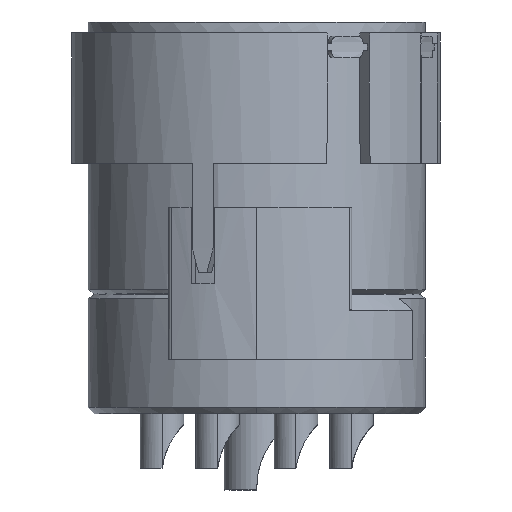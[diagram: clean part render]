
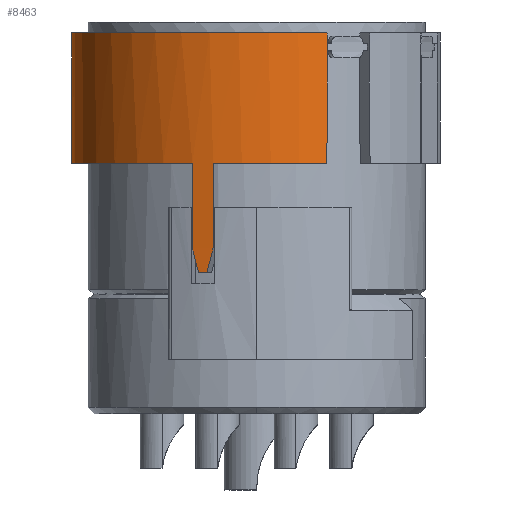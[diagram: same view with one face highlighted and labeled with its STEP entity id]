
A CAD part, left-side view. The second image highlights one B-rep face of the part: STEP entity #8463.
In plain terms, the highlighted cylindrical face has radius 8.5 mm (diameter 17 mm), a partial arc.
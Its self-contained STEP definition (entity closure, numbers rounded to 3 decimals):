
#6988=AXIS2_PLACEMENT_3D('Circle Axis2P3D',#6986,#6987,$) ;
#8283=AXIS2_PLACEMENT_3D('Circle Axis2P3D',#8281,#8282,$) ;
#8358=AXIS2_PLACEMENT_3D('Circle Axis2P3D',#8356,#8357,$) ;
#8422=AXIS2_PLACEMENT_3D('Cylinder Axis2P3D',#8419,#8420,#8421) ;
#6986=CARTESIAN_POINT('Axis2P3D Location',(8.5,8.429,15.)) ;
#6990=CARTESIAN_POINT('Vertex',(0.532,11.388,15.)) ;
#6992=CARTESIAN_POINT('Vertex',(8.5,16.929,15.)) ;
#8241=CARTESIAN_POINT('Line Origine',(0.642,5.189,17.75)) ;
#8245=CARTESIAN_POINT('Vertex',(0.651,5.166,20.5)) ;
#8247=CARTESIAN_POINT('Vertex',(0.633,5.211,15.)) ;
#8281=CARTESIAN_POINT('Axis2P3D Location',(8.5,8.429,15.)) ;
#8285=CARTESIAN_POINT('Vertex',(0.239,10.432,15.)) ;
#8305=CARTESIAN_POINT('Line Origine',(0.239,10.432,13.06)) ;
#8309=CARTESIAN_POINT('Vertex',(0.239,10.432,11.12)) ;
#8330=CARTESIAN_POINT('Control Point',(0.239,10.432,11.12)) ;
#8331=CARTESIAN_POINT('Control Point',(0.253,10.49,10.896)) ;
#8332=CARTESIAN_POINT('Control Point',(0.268,10.548,10.672)) ;
#8333=CARTESIAN_POINT('Control Point',(0.283,10.606,10.448)) ;
#8334=CARTESIAN_POINT('Control Point',(0.299,10.664,10.224)) ;
#8335=CARTESIAN_POINT('Control Point',(0.315,10.722,10.)) ;
#8336=CARTESIAN_POINT('Vertex',(0.315,10.722,10.)) ;
#8356=CARTESIAN_POINT('Axis2P3D Location',(8.5,8.429,10.)) ;
#8360=CARTESIAN_POINT('Vertex',(0.432,11.105,10.)) ;
#8381=CARTESIAN_POINT('Control Point',(0.432,11.105,10.)) ;
#8382=CARTESIAN_POINT('Control Point',(0.451,11.162,10.224)) ;
#8383=CARTESIAN_POINT('Control Point',(0.47,11.219,10.448)) ;
#8384=CARTESIAN_POINT('Control Point',(0.49,11.275,10.672)) ;
#8385=CARTESIAN_POINT('Control Point',(0.511,11.332,10.896)) ;
#8386=CARTESIAN_POINT('Control Point',(0.532,11.388,11.12)) ;
#8387=CARTESIAN_POINT('Vertex',(0.532,11.388,11.12)) ;
#8407=CARTESIAN_POINT('Line Origine',(0.532,11.388,13.06)) ;
#8419=CARTESIAN_POINT('Axis2P3D Location',(8.5,8.429,10.)) ;
#8424=CARTESIAN_POINT('Line Origine',(8.5,16.929,10.)) ;
#8428=CARTESIAN_POINT('Vertex',(8.5,16.929,21.)) ;
#8432=CARTESIAN_POINT('Control Point',(0.651,5.166,20.5)) ;
#8433=CARTESIAN_POINT('Control Point',(0.646,5.18,20.667)) ;
#8434=CARTESIAN_POINT('Control Point',(0.64,5.193,20.833)) ;
#8435=CARTESIAN_POINT('Control Point',(0.634,5.207,21.)) ;
#8436=CARTESIAN_POINT('Vertex',(0.634,5.207,21.)) ;
#8440=CARTESIAN_POINT('Control Point',(0.634,5.207,21.)) ;
#8441=CARTESIAN_POINT('Control Point',(0.003,6.748,21.)) ;
#8442=CARTESIAN_POINT('Control Point',(-0.251,8.444,21.)) ;
#8443=CARTESIAN_POINT('Control Point',(-0.076,10.171,21.)) ;
#8444=CARTESIAN_POINT('Control Point',(1.103,13.392,21.)) ;
#8445=CARTESIAN_POINT('Control Point',(3.637,15.704,21.)) ;
#8446=CARTESIAN_POINT('Control Point',(5.169,16.521,21.)) ;
#8447=CARTESIAN_POINT('Control Point',(6.834,16.929,21.)) ;
#8448=CARTESIAN_POINT('Control Point',(8.5,16.929,21.)) ;
#6987=DIRECTION('Axis2P3D Direction',(0.,0.,-1.)) ;
#8242=DIRECTION('Vector Direction',(-0.003,0.008,-1.)) ;
#8282=DIRECTION('Axis2P3D Direction',(0.,0.,-1.)) ;
#8306=DIRECTION('Vector Direction',(0.,0.,-1.)) ;
#8357=DIRECTION('Axis2P3D Direction',(0.,0.,-1.)) ;
#8408=DIRECTION('Vector Direction',(0.,0.,1.)) ;
#8420=DIRECTION('Axis2P3D Direction',(0.,0.,1.)) ;
#8421=DIRECTION('Axis2P3D XDirection',(0.,1.,0.)) ;
#8425=DIRECTION('Vector Direction',(0.,0.,1.)) ;
#8243=VECTOR('Line Direction',#8242,1.) ;
#8307=VECTOR('Line Direction',#8306,1.) ;
#8409=VECTOR('Line Direction',#8408,1.) ;
#8426=VECTOR('Line Direction',#8425,1.) ;
#8451=ORIENTED_EDGE('',*,*,#8430,.F.) ;
#8452=ORIENTED_EDGE('',*,*,#6994,.F.) ;
#8453=ORIENTED_EDGE('',*,*,#8411,.F.) ;
#8454=ORIENTED_EDGE('',*,*,#8389,.F.) ;
#8455=ORIENTED_EDGE('',*,*,#8362,.F.) ;
#8456=ORIENTED_EDGE('',*,*,#8338,.F.) ;
#8457=ORIENTED_EDGE('',*,*,#8311,.F.) ;
#8458=ORIENTED_EDGE('',*,*,#8287,.F.) ;
#8459=ORIENTED_EDGE('',*,*,#8249,.F.) ;
#8460=ORIENTED_EDGE('',*,*,#8438,.T.) ;
#8461=ORIENTED_EDGE('',*,*,#8449,.T.) ;
#8463=ADVANCED_FACE('Hauptk\X2\00F6\X0\rper',(#8462),#8423,.T.) ;
#8329=B_SPLINE_CURVE_WITH_KNOTS('',5,(#8330,#8331,#8332,#8333,#8334,#8335),.UNSPECIFIED.,.F.,.U.,(6,6),(0.,1.639),.UNSPECIFIED.) ;
#8380=B_SPLINE_CURVE_WITH_KNOTS('',5,(#8381,#8382,#8383,#8384,#8385,#8386),.UNSPECIFIED.,.F.,.U.,(6,6),(0.,1.639),.UNSPECIFIED.) ;
#8431=B_SPLINE_CURVE_WITH_KNOTS('',3,(#8432,#8433,#8434,#8435),.UNSPECIFIED.,.F.,.U.,(4,4),(-0.251,0.251),.UNSPECIFIED.) ;
#8439=B_SPLINE_CURVE_WITH_KNOTS('',5,(#8440,#8441,#8442,#8443,#8444,#8445,#8446,#8447,#8448),.UNSPECIFIED.,.F.,.U.,(6,3,6),(-8.328,0.,8.328),.UNSPECIFIED.) ;
#6989=CIRCLE('generated circle',#6988,8.5) ;
#8284=CIRCLE('generated circle',#8283,8.5) ;
#8359=CIRCLE('generated circle',#8358,8.5) ;
#8423=CYLINDRICAL_SURFACE('generated cylinder',#8422,8.5) ;
#6994=EDGE_CURVE('',#6991,#6993,#6989,.T.) ;
#8249=EDGE_CURVE('',#8246,#8248,#8244,.T.) ;
#8287=EDGE_CURVE('',#8248,#8286,#8284,.T.) ;
#8311=EDGE_CURVE('',#8286,#8310,#8308,.T.) ;
#8338=EDGE_CURVE('',#8310,#8337,#8329,.T.) ;
#8362=EDGE_CURVE('',#8337,#8361,#8359,.T.) ;
#8389=EDGE_CURVE('',#8361,#8388,#8380,.T.) ;
#8411=EDGE_CURVE('',#8388,#6991,#8410,.T.) ;
#8430=EDGE_CURVE('',#6993,#8429,#8427,.T.) ;
#8438=EDGE_CURVE('',#8246,#8437,#8431,.T.) ;
#8449=EDGE_CURVE('',#8437,#8429,#8439,.T.) ;
#8450=EDGE_LOOP('',(#8451,#8452,#8453,#8454,#8455,#8456,#8457,#8458,#8459,#8460,#8461)) ;
#8462=FACE_OUTER_BOUND('',#8450,.T.) ;
#8244=LINE('Line',#8241,#8243) ;
#8308=LINE('Line',#8305,#8307) ;
#8410=LINE('Line',#8407,#8409) ;
#8427=LINE('Line',#8424,#8426) ;
#6991=VERTEX_POINT('',#6990) ;
#6993=VERTEX_POINT('',#6992) ;
#8246=VERTEX_POINT('',#8245) ;
#8248=VERTEX_POINT('',#8247) ;
#8286=VERTEX_POINT('',#8285) ;
#8310=VERTEX_POINT('',#8309) ;
#8337=VERTEX_POINT('',#8336) ;
#8361=VERTEX_POINT('',#8360) ;
#8388=VERTEX_POINT('',#8387) ;
#8429=VERTEX_POINT('',#8428) ;
#8437=VERTEX_POINT('',#8436) ;
